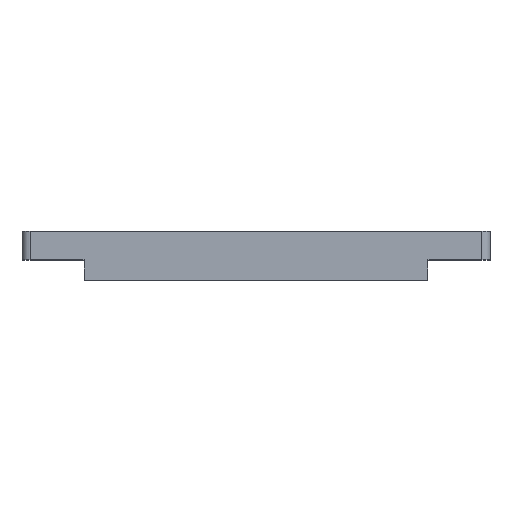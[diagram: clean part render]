
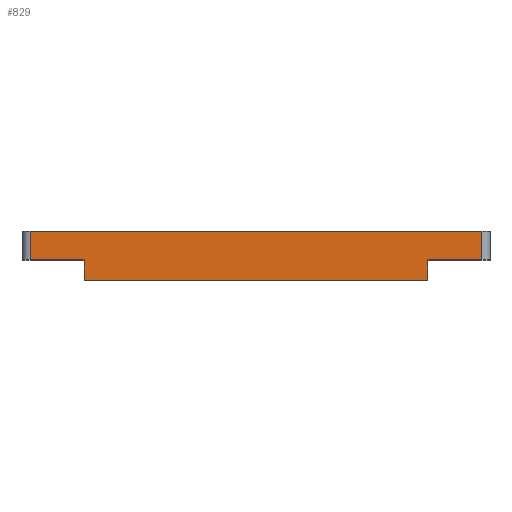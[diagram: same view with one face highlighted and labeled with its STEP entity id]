
A CAD part, top view. The second image highlights one B-rep face of the part: STEP entity #829.
In plain terms, the highlighted planar face has unit normal (0, 0, 1).
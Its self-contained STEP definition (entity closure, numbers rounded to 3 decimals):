
#73=PLANE('',#907);
#94=FACE_OUTER_BOUND('',#152,.T.);
#152=EDGE_LOOP('',(#602,#603,#604,#605,#606,#607,#608,#609));
#217=LINE('',#1205,#271);
#218=LINE('',#1208,#272);
#227=LINE('',#1288,#281);
#231=LINE('',#1318,#285);
#232=LINE('',#1319,#286);
#233=LINE('',#1321,#287);
#234=LINE('',#1323,#288);
#235=LINE('',#1324,#289);
#271=VECTOR('',#983,10.);
#272=VECTOR('',#986,10.);
#281=VECTOR('',#997,10.);
#285=VECTOR('',#1025,10.);
#286=VECTOR('',#1026,10.);
#287=VECTOR('',#1027,10.);
#288=VECTOR('',#1028,10.);
#289=VECTOR('',#1029,10.);
#366=VERTEX_POINT('',#1198);
#369=VERTEX_POINT('',#1203);
#370=VERTEX_POINT('',#1207);
#385=VERTEX_POINT('',#1285);
#386=VERTEX_POINT('',#1287);
#400=VERTEX_POINT('',#1317);
#401=VERTEX_POINT('',#1320);
#402=VERTEX_POINT('',#1322);
#449=EDGE_CURVE('',#369,#366,#217,.T.);
#450=EDGE_CURVE('',#366,#370,#218,.T.);
#466=EDGE_CURVE('',#385,#386,#227,.T.);
#481=EDGE_CURVE('',#369,#400,#231,.T.);
#482=EDGE_CURVE('',#386,#400,#232,.T.);
#483=EDGE_CURVE('',#385,#401,#233,.T.);
#484=EDGE_CURVE('',#402,#401,#234,.T.);
#485=EDGE_CURVE('',#370,#402,#235,.T.);
#602=ORIENTED_EDGE('',*,*,#449,.F.);
#603=ORIENTED_EDGE('',*,*,#481,.T.);
#604=ORIENTED_EDGE('',*,*,#482,.F.);
#605=ORIENTED_EDGE('',*,*,#466,.F.);
#606=ORIENTED_EDGE('',*,*,#483,.T.);
#607=ORIENTED_EDGE('',*,*,#484,.F.);
#608=ORIENTED_EDGE('',*,*,#485,.F.);
#609=ORIENTED_EDGE('',*,*,#450,.F.);
#829=ADVANCED_FACE('',(#94),#73,.T.);
#907=AXIS2_PLACEMENT_3D('',#1316,#1023,#1024);
#983=DIRECTION('',(0.,-1.,0.));
#986=DIRECTION('',(-1.,0.,0.));
#997=DIRECTION('',(-1.,0.,0.));
#1023=DIRECTION('center_axis',(0.,0.,1.));
#1024=DIRECTION('ref_axis',(-1.,0.,0.));
#1025=DIRECTION('',(-1.,0.,0.));
#1026=DIRECTION('',(0.,1.,0.));
#1027=DIRECTION('',(0.,-1.,0.));
#1028=DIRECTION('',(-1.,0.,0.));
#1029=DIRECTION('',(0.,-1.,0.));
#1198=CARTESIAN_POINT('',(112.3,-7.,114.3));
#1203=CARTESIAN_POINT('',(112.3,0.,114.3));
#1205=CARTESIAN_POINT('',(112.3,0.,114.3));
#1207=CARTESIAN_POINT('',(99.155,-7.,114.3));
#1208=CARTESIAN_POINT('',(114.3,-7.,114.3));
#1285=CARTESIAN_POINT('',(15.145,-7.,114.3));
#1287=CARTESIAN_POINT('',(2.,-7.,114.3));
#1288=CARTESIAN_POINT('',(114.3,-7.,114.3));
#1316=CARTESIAN_POINT('Origin',(114.3,0.,114.3));
#1317=CARTESIAN_POINT('',(2.,0.,114.3));
#1318=CARTESIAN_POINT('',(114.3,0.,114.3));
#1319=CARTESIAN_POINT('',(2.,0.,114.3));
#1320=CARTESIAN_POINT('',(15.145,-12.065,114.3));
#1321=CARTESIAN_POINT('',(15.145,-7.,114.3));
#1322=CARTESIAN_POINT('',(99.155,-12.065,114.3));
#1323=CARTESIAN_POINT('',(78.153,-12.065,114.3));
#1324=CARTESIAN_POINT('',(99.155,-7.,114.3));
